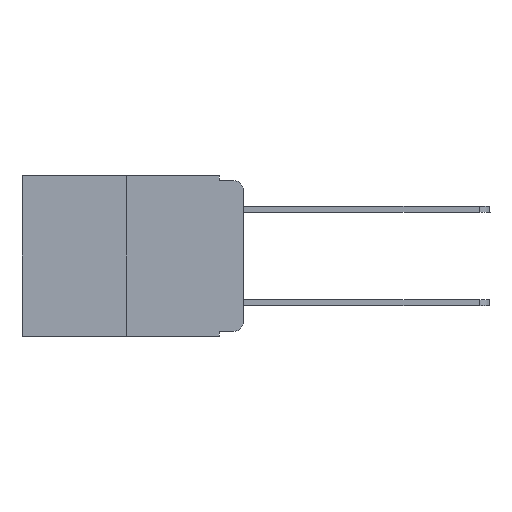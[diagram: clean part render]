
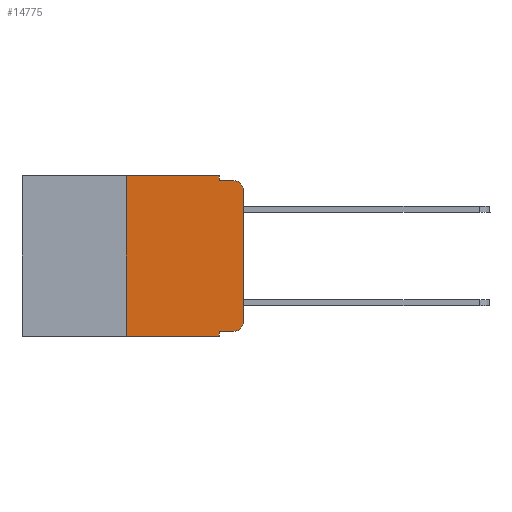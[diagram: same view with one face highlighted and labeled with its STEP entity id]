
A CAD part, left-side view. The second image highlights one B-rep face of the part: STEP entity #14775.
In plain terms, the highlighted planar face has unit normal (-1, 0, 0).
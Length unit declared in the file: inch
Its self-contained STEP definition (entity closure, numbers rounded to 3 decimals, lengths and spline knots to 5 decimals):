
#233 = ORIENTED_EDGE ( 'NONE', *, *, #7567, .F. ) ;
#543 = CARTESIAN_POINT ( 'NONE',  ( 0., 0.051, 0. ) ) ;
#693 = EDGE_CURVE ( 'NONE', #11597, #7245, #9768, .T. ) ;
#831 = DIRECTION ( 'NONE',  ( 0., -1., 0. ) ) ;
#1014 = CARTESIAN_POINT ( 'NONE',  ( 0., 0.051, -0.343 ) ) ;
#1258 = DIRECTION ( 'NONE',  ( 0., -1., 0. ) ) ;
#1710 = ORIENTED_EDGE ( 'NONE', *, *, #4818, .T. ) ;
#1763 = DIRECTION ( 'NONE',  ( 0., 0., -1. ) ) ;
#1922 = EDGE_CURVE ( 'NONE', #11932, #2080, #10461, .T. ) ;
#2022 = LINE ( 'NONE', #2103, #6478 ) ;
#2080 = VERTEX_POINT ( 'NONE', #10741 ) ;
#2103 = CARTESIAN_POINT ( 'NONE',  ( 0., 0.051, -0.01 ) ) ;
#2347 = DIRECTION ( 'NONE',  ( 0., -1., 0. ) ) ;
#2548 = FACE_OUTER_BOUND ( 'NONE', #14374, .T. ) ;
#2625 = EDGE_CURVE ( 'NONE', #11597, #13658, #12352, .T. ) ;
#2645 = ORIENTED_EDGE ( 'NONE', *, *, #2625, .F. ) ;
#2733 = EDGE_CURVE ( 'NONE', #2080, #8493, #14562, .T. ) ;
#2902 = DIRECTION ( 'NONE',  ( -1., 0., 0. ) ) ;
#3369 = DIRECTION ( 'NONE',  ( 0., 0., -1. ) ) ;
#3693 = VECTOR ( 'NONE', #2347, 39.37008 ) ;
#3927 = CARTESIAN_POINT ( 'NONE',  ( 0., 0.051, -0.333 ) ) ;
#3966 = EDGE_CURVE ( 'NONE', #12617, #7752, #5718, .T. ) ;
#3978 = VECTOR ( 'NONE', #1258, 39.37008 ) ;
#4100 = AXIS2_PLACEMENT_3D ( 'NONE', #13134, #2902, #1763 ) ;
#4393 = CARTESIAN_POINT ( 'NONE',  ( 0., 0.051, -0.01 ) ) ;
#4418 = EDGE_CURVE ( 'NONE', #9665, #8493, #2022, .T. ) ;
#4703 = CARTESIAN_POINT ( 'NONE',  ( 0., 0., 0. ) ) ;
#4818 = EDGE_CURVE ( 'NONE', #7245, #11932, #8657, .T. ) ;
#5117 = DIRECTION ( 'NONE',  ( 0., 0., -1. ) ) ;
#5718 = LINE ( 'NONE', #10198, #11644 ) ;
#5744 = VECTOR ( 'NONE', #10112, 39.37008 ) ;
#5754 = CARTESIAN_POINT ( 'NONE',  ( 0., 0.473, -0.343 ) ) ;
#6478 = VECTOR ( 'NONE', #831, 39.37008 ) ;
#6878 = VECTOR ( 'NONE', #5117, 39.37008 ) ;
#7124 = PLANE ( 'NONE',  #13084 ) ;
#7142 = LINE ( 'NONE', #12583, #3693 ) ;
#7212 = CARTESIAN_POINT ( 'NONE',  ( 0., 0.25, 0. ) ) ;
#7245 = VERTEX_POINT ( 'NONE', #14157 ) ;
#7518 = DIRECTION ( 'NONE',  ( 0., -1., 0. ) ) ;
#7567 = EDGE_CURVE ( 'NONE', #7752, #8770, #7142, .T. ) ;
#7752 = VERTEX_POINT ( 'NONE', #7212 ) ;
#7766 = CARTESIAN_POINT ( 'NONE',  ( 0., 0., -0.313 ) ) ;
#8493 = VERTEX_POINT ( 'NONE', #10436 ) ;
#8624 = AXIS2_PLACEMENT_3D ( 'NONE', #11297, #11367, #9371 ) ;
#8657 = CIRCLE ( 'NONE', #4100, 0.02 ) ;
#8770 = VERTEX_POINT ( 'NONE', #9094 ) ;
#9072 = CARTESIAN_POINT ( 'NONE',  ( 0., 0.473, 0. ) ) ;
#9094 = CARTESIAN_POINT ( 'NONE',  ( 0., 0.051, 0. ) ) ;
#9371 = DIRECTION ( 'NONE',  ( 0., 0., -1. ) ) ;
#9539 = ORIENTED_EDGE ( 'NONE', *, *, #1922, .T. ) ;
#9665 = VERTEX_POINT ( 'NONE', #4393 ) ;
#9768 = LINE ( 'NONE', #3927, #9830 ) ;
#9811 = VECTOR ( 'NONE', #13901, 39.37008 ) ;
#9821 = EDGE_CURVE ( 'NONE', #12617, #13658, #13748, .T. ) ;
#9830 = VECTOR ( 'NONE', #7518, 39.37008 ) ;
#9895 = CARTESIAN_POINT ( 'NONE',  ( 0., 0.051, 0. ) ) ;
#10112 = DIRECTION ( 'NONE',  ( 0., 0., -1. ) ) ;
#10198 = CARTESIAN_POINT ( 'NONE',  ( 0., 0.25, 0. ) ) ;
#10415 = ORIENTED_EDGE ( 'NONE', *, *, #3966, .F. ) ;
#10436 = CARTESIAN_POINT ( 'NONE',  ( 0., 0.02, -0.01 ) ) ;
#10461 = LINE ( 'NONE', #4703, #9811 ) ;
#10741 = CARTESIAN_POINT ( 'NONE',  ( 0., 0., -0.03 ) ) ;
#10787 = LINE ( 'NONE', #543, #6878 ) ;
#11297 = CARTESIAN_POINT ( 'NONE',  ( 0., 0.02, -0.03 ) ) ;
#11367 = DIRECTION ( 'NONE',  ( -1., 0., 0. ) ) ;
#11597 = VERTEX_POINT ( 'NONE', #11802 ) ;
#11644 = VECTOR ( 'NONE', #14747, 39.37008 ) ;
#11802 = CARTESIAN_POINT ( 'NONE',  ( 0., 0.051, -0.333 ) ) ;
#11932 = VERTEX_POINT ( 'NONE', #7766 ) ;
#12352 = LINE ( 'NONE', #9895, #5744 ) ;
#12583 = CARTESIAN_POINT ( 'NONE',  ( 0., 0.473, 0. ) ) ;
#12617 = VERTEX_POINT ( 'NONE', #14021 ) ;
#12953 = ORIENTED_EDGE ( 'NONE', *, *, #13969, .F. ) ;
#13084 = AXIS2_PLACEMENT_3D ( 'NONE', #9072, #13610, #3369 ) ;
#13134 = CARTESIAN_POINT ( 'NONE',  ( 0., 0.02, -0.313 ) ) ;
#13362 = ORIENTED_EDGE ( 'NONE', *, *, #4418, .F. ) ;
#13610 = DIRECTION ( 'NONE',  ( 1., 0., 0. ) ) ;
#13658 = VERTEX_POINT ( 'NONE', #1014 ) ;
#13748 = LINE ( 'NONE', #5754, #3978 ) ;
#13846 = ORIENTED_EDGE ( 'NONE', *, *, #2733, .T. ) ;
#13901 = DIRECTION ( 'NONE',  ( 0., 0., 1. ) ) ;
#13969 = EDGE_CURVE ( 'NONE', #8770, #9665, #10787, .T. ) ;
#14010 = ORIENTED_EDGE ( 'NONE', *, *, #9821, .T. ) ;
#14021 = CARTESIAN_POINT ( 'NONE',  ( 0., 0.25, -0.343 ) ) ;
#14157 = CARTESIAN_POINT ( 'NONE',  ( 0., 0.02, -0.333 ) ) ;
#14374 = EDGE_LOOP ( 'NONE', ( #9539, #13846, #13362, #12953, #233, #10415, #14010, #2645, #14681, #1710 ) ) ;
#14562 = CIRCLE ( 'NONE', #8624, 0.02 ) ;
#14681 = ORIENTED_EDGE ( 'NONE', *, *, #693, .T. ) ;
#14747 = DIRECTION ( 'NONE',  ( 0., 0., 1. ) ) ;
#14775 = ADVANCED_FACE ( 'NONE', ( #2548 ), #7124, .F. ) ;
